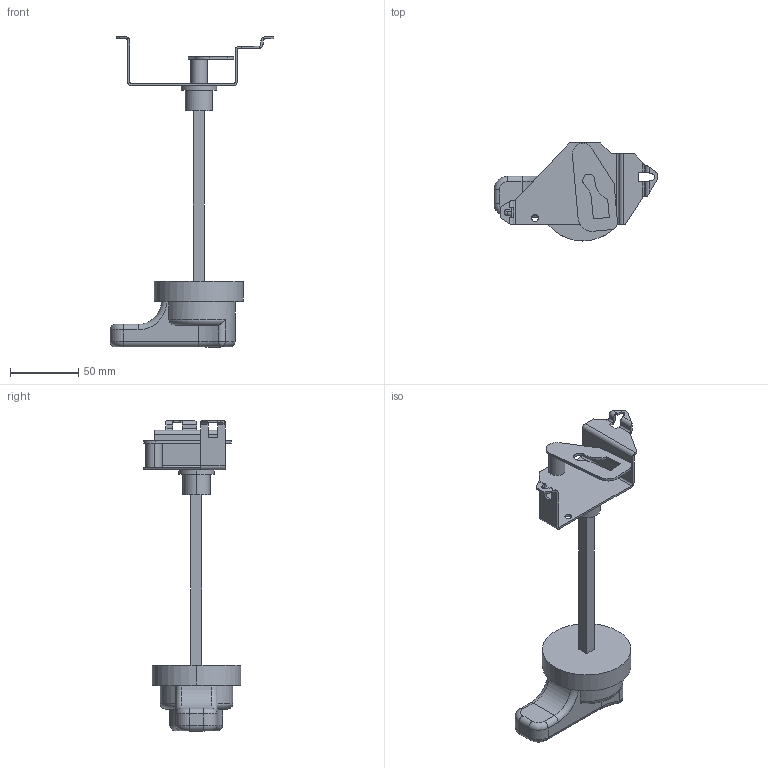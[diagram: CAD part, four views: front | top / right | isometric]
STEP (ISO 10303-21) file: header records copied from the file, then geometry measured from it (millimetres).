
FILE_DESCRIPTION (( 'STEP AP203' ), '1' );
FILE_NAME ('Ðó÷íîé ïîâîðîòíûé ïðèâîä ê ÂÀ-99 125À....160À.STEP', '2018-06-14T07:52:03', ( '' ), ( '' ), 'SwSTEP 2.0', 'SolidWorks 2017', '' );
FILE_SCHEMA (( 'CONFIG_CONTROL_DESIGN' ));
Length unit declared in the file: millimetre
Products named in the file (1): Ðó÷íîé ïîâîðîòíûé ïðèâîä ê ÂÀ-99 125À....160À
Bounding box: 120 x 71.5 x 227.2 mm (x, y, z)
Volume: 161756.8 mm3; surface area: 40158.6 mm2
Topology: 1 solids, 1 shells, 160 faces, 427 edges, 272 vertices
Faces by surface type: plane 78, cylinder 59, torus 11, cone 6, bspline 4, sphere 2
Entity records: 5470 total; most frequent: CARTESIAN_POINT 1418, ORIENTED_EDGE 846, DIRECTION 821, EDGE_CURVE 423, AXIS2_PLACEMENT_3D 285, VERTEX_POINT 270, LINE 251, VECTOR 251
